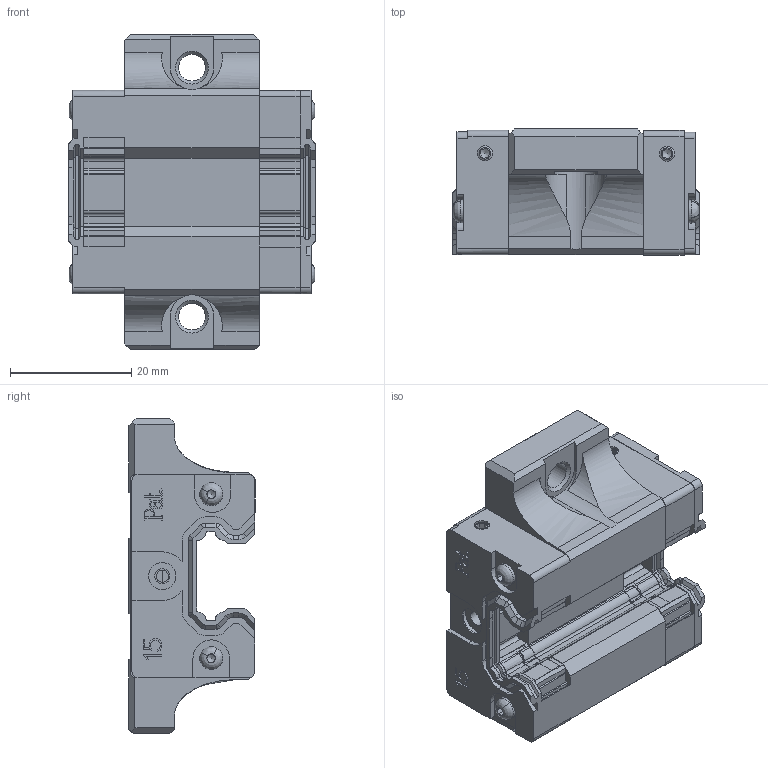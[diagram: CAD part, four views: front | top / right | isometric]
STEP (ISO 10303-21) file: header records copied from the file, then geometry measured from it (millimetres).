
FILE_DESCRIPTION(/* description */ (''),/* implementation_level */ '2;1');
FILE_NAME(/* name */ 'LGB_S15FSSS_Shrinkwrap.ipt.stp',/* time_stamp */ '2018-11-09T10:31:50+01:00',/* author */ ('nesvadba'),/* organization */ ('TraceParts S.A.'),/* preprocessor_version */ 'ST-DEVELOPER v16.1',/* originating_system */ 'Autodesk Inventor 2016',/* authorisation */ '');
FILE_SCHEMA (('AUTOMOTIVE_DESIGN { 1 0 10303 214 3 1 1 }'));
Length unit declared in the file: millimetre
Products named in the file (1): lgb_c_s_15_f_s_1_ss_l_00160_n_z1_-_1_-_0_-_20_0n00_02
Bounding box: 40.6 x 20.78 x 51.95 mm (x, y, z)
Volume: 21860.3 mm3; surface area: 12299.7 mm2
Topology: 1 solids, 17 shells, 1488 faces, 3903 edges, 2501 vertices
Faces by surface type: plane 980, cylinder 360, cone 124, bspline 12, torus 12
Full cylindrical faces by diameter (mm): 1.5 x6, 2 x2, 2.1 x4, 2.5 x6, 2.6 x8, 3 x10, 3.5 x4, 3.8 x4, 4.4 x2, 4.5 x6, 4.6 x4, 5 x4
Entity records: 46946 total; most frequent: CARTESIAN_POINT 9491, ORIENTED_EDGE 7510, DIRECTION 7275, EDGE_CURVE 3755, LINE 2685, VECTOR 2685, VERTEX_POINT 2445, AXIS2_PLACEMENT_3D 2295
